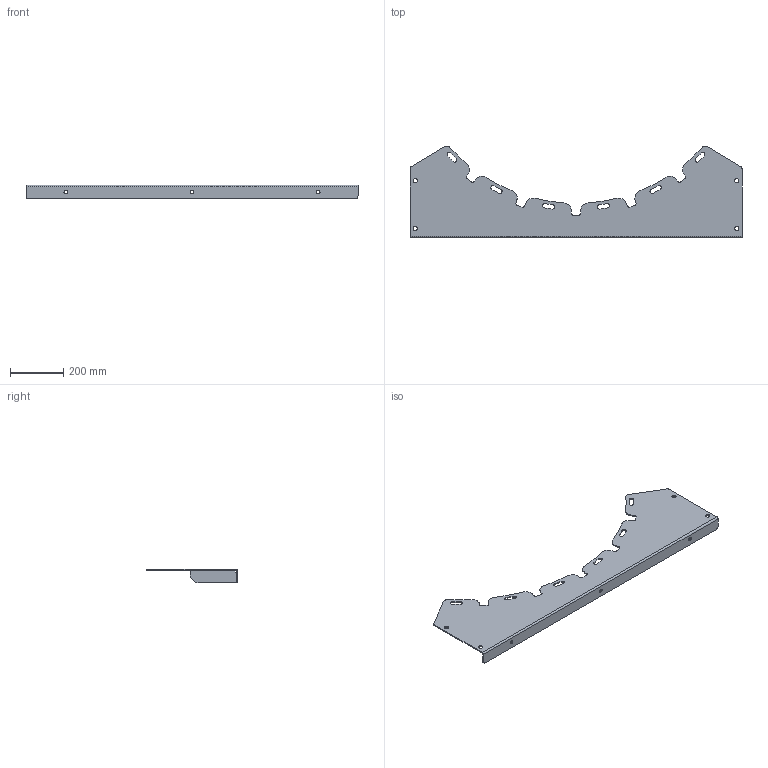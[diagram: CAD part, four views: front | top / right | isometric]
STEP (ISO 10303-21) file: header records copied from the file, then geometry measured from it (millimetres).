
FILE_DESCRIPTION (( 'STEP AP203' ), '1' );
FILE_NAME ('1ST1250_CCst 125.STEP', '2022-02-24T08:51:06', ( '' ), ( '' ), 'SwSTEP 2.0', 'SolidWorks 2018', '' );
FILE_SCHEMA (( 'CONFIG_CONTROL_DESIGN' ));
Length unit declared in the file: millimetre
Products named in the file (3): H995; H003; 1ST1250_CCst 125
Assembly tree (3 placements, depth 2):
  1ST1250_CCst 125
    H995
    H003  x2
Bounding box: 1250 x 345 x 50 mm (x, y, z)
Volume: 1336722.3 mm3; surface area: 689970 mm2
Topology: 3 solids, 3 shells, 142 faces, 404 edges, 268 vertices
Faces by surface type: cylinder 92, plane 50
Entity records: 4645 total; most frequent: DIRECTION 808, CARTESIAN_POINT 742, ORIENTED_EDGE 732, EDGE_CURVE 366, AXIS2_PLACEMENT_3D 308, VERTEX_POINT 242, LINE 192, VECTOR 192
